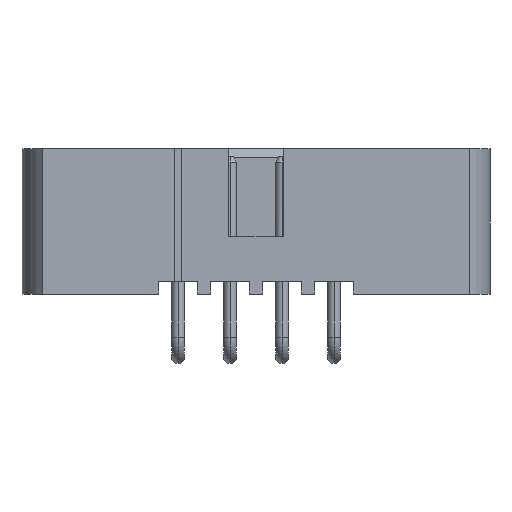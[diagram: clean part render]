
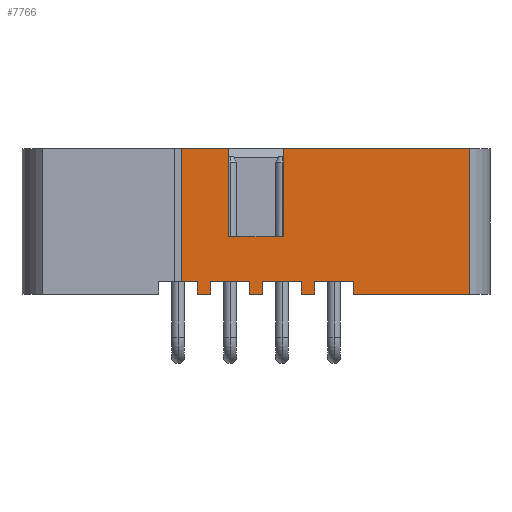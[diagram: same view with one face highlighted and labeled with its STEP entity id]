
A CAD part, top view. The second image highlights one B-rep face of the part: STEP entity #7766.
In plain terms, the highlighted planar face has unit normal (0, 0, 1).
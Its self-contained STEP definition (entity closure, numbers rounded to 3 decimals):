
#1182=EDGE_CURVE('',#3468,#3469,#3470,.T.);
#1198=EDGE_CURVE('',#3493,#3490,#3494,.T.);
#1326=EDGE_CURVE('',#3667,#3670,#3671,.T.);
#1416=EDGE_CURVE('',#3670,#3790,#3791,.T.);
#1466=EDGE_CURVE('',#3856,#3857,#3858,.T.);
#1468=EDGE_CURVE('',#3860,#3856,#3861,.T.);
#1470=EDGE_CURVE('',#3863,#3860,#3864,.T.);
#1472=EDGE_CURVE('',#3866,#3863,#3867,.T.);
#1474=EDGE_CURVE('',#3869,#3866,#3870,.T.);
#1476=EDGE_CURVE('',#3872,#3869,#3873,.T.);
#1478=EDGE_CURVE('',#3875,#3872,#3876,.T.);
#1480=EDGE_CURVE('',#3878,#3875,#3879,.T.);
#1482=EDGE_CURVE('',#3881,#3878,#3882,.T.);
#1484=EDGE_CURVE('',#3884,#3881,#3885,.T.);
#1486=EDGE_CURVE('',#3887,#3884,#3888,.T.);
#1488=EDGE_CURVE('',#3890,#3887,#3891,.T.);
#1490=EDGE_CURVE('',#3790,#3890,#3893,.T.);
#1492=EDGE_CURVE('',#3493,#3667,#3895,.T.);
#1494=EDGE_CURVE('',#3490,#3897,#3898,.T.);
#1496=EDGE_CURVE('',#3897,#3900,#3901,.T.);
#1498=EDGE_CURVE('',#3468,#3900,#3903,.T.);
#1500=EDGE_CURVE('',#3469,#3857,#3905,.T.);
#3468=VERTEX_POINT('',#6481);
#3469=VERTEX_POINT('',#6482);
#3470=LINE('',#6483,#6484);
#3490=VERTEX_POINT('',#6517);
#3493=VERTEX_POINT('',#6522);
#3494=LINE('',#6523,#6524);
#3667=VERTEX_POINT('',#6801);
#3670=VERTEX_POINT('',#6806);
#3671=LINE('',#6807,#6808);
#3790=VERTEX_POINT('',#7001);
#3791=LINE('',#7002,#7003);
#3856=VERTEX_POINT('',#7117);
#3857=VERTEX_POINT('',#7118);
#3858=LINE('',#7119,#7120);
#3860=VERTEX_POINT('',#7123);
#3861=LINE('',#7124,#7125);
#3863=VERTEX_POINT('',#7128);
#3864=LINE('',#7129,#7130);
#3866=VERTEX_POINT('',#7133);
#3867=LINE('',#7134,#7135);
#3869=VERTEX_POINT('',#7138);
#3870=LINE('',#7139,#7140);
#3872=VERTEX_POINT('',#7143);
#3873=LINE('',#7144,#7145);
#3875=VERTEX_POINT('',#7148);
#3876=LINE('',#7149,#7150);
#3878=VERTEX_POINT('',#7153);
#3879=LINE('',#7154,#7155);
#3881=VERTEX_POINT('',#7158);
#3882=LINE('',#7159,#7160);
#3884=VERTEX_POINT('',#7163);
#3885=LINE('',#7164,#7165);
#3887=VERTEX_POINT('',#7168);
#3888=LINE('',#7169,#7170);
#3890=VERTEX_POINT('',#7173);
#3891=LINE('',#7174,#7175);
#3893=LINE('',#7178,#7179);
#3895=LINE('',#7182,#7183);
#3897=VERTEX_POINT('',#7186);
#3898=LINE('',#7187,#7188);
#3900=VERTEX_POINT('',#7191);
#3901=LINE('',#7192,#7193);
#3903=LINE('',#7196,#7197);
#3905=LINE('',#7200,#7201);
#6481=CARTESIAN_POINT('',(-1.05,3.4,2.775));
#6482=CARTESIAN_POINT('',(-2.85,3.4,2.775));
#6483=CARTESIAN_POINT('',(-1.05,3.4,2.775));
#6484=VECTOR('',#15324,1.8);
#6517=CARTESIAN_POINT('',(1.05,3.4,2.775));
#6522=CARTESIAN_POINT('',(8.2,3.4,2.775));
#6523=CARTESIAN_POINT('',(8.2,3.4,2.775));
#6524=VECTOR('',#15332,7.15);
#6801=CARTESIAN_POINT('',(8.2,-2.2,2.775));
#6806=CARTESIAN_POINT('',(3.75,-2.2,2.775));
#6807=CARTESIAN_POINT('',(8.2,-2.2,2.775));
#6808=VECTOR('',#15438,4.45);
#7001=CARTESIAN_POINT('',(3.75,-1.7,2.775));
#7002=CARTESIAN_POINT('',(3.75,-2.2,2.775));
#7003=VECTOR('',#15513,0.5);
#7117=CARTESIAN_POINT('',(-2.25,-1.7,2.775));
#7118=CARTESIAN_POINT('',(-2.85,-1.7,2.775));
#7119=CARTESIAN_POINT('',(-2.25,-1.7,2.775));
#7120=VECTOR('',#15538,0.6);
#7123=CARTESIAN_POINT('',(-2.25,-2.2,2.775));
#7124=CARTESIAN_POINT('',(-2.25,-2.2,2.775));
#7125=VECTOR('',#15539,0.5);
#7128=CARTESIAN_POINT('',(-1.75,-2.2,2.775));
#7129=CARTESIAN_POINT('',(-1.75,-2.2,2.775));
#7130=VECTOR('',#15540,0.5);
#7133=CARTESIAN_POINT('',(-1.75,-1.7,2.775));
#7134=CARTESIAN_POINT('',(-1.75,-1.7,2.775));
#7135=VECTOR('',#15541,0.5);
#7138=CARTESIAN_POINT('',(-0.25,-1.7,2.775));
#7139=CARTESIAN_POINT('',(-0.25,-1.7,2.775));
#7140=VECTOR('',#15542,1.5);
#7143=CARTESIAN_POINT('',(-0.25,-2.2,2.775));
#7144=CARTESIAN_POINT('',(-0.25,-2.2,2.775));
#7145=VECTOR('',#15543,0.5);
#7148=CARTESIAN_POINT('',(0.25,-2.2,2.775));
#7149=CARTESIAN_POINT('',(0.25,-2.2,2.775));
#7150=VECTOR('',#15544,0.5);
#7153=CARTESIAN_POINT('',(0.25,-1.7,2.775));
#7154=CARTESIAN_POINT('',(0.25,-1.7,2.775));
#7155=VECTOR('',#15545,0.5);
#7158=CARTESIAN_POINT('',(1.75,-1.7,2.775));
#7159=CARTESIAN_POINT('',(1.75,-1.7,2.775));
#7160=VECTOR('',#15546,1.5);
#7163=CARTESIAN_POINT('',(1.75,-2.2,2.775));
#7164=CARTESIAN_POINT('',(1.75,-2.2,2.775));
#7165=VECTOR('',#15547,0.5);
#7168=CARTESIAN_POINT('',(2.25,-2.2,2.775));
#7169=CARTESIAN_POINT('',(2.25,-2.2,2.775));
#7170=VECTOR('',#15548,0.5);
#7173=CARTESIAN_POINT('',(2.25,-1.7,2.775));
#7174=CARTESIAN_POINT('',(2.25,-1.7,2.775));
#7175=VECTOR('',#15549,0.5);
#7178=CARTESIAN_POINT('',(3.75,-1.7,2.775));
#7179=VECTOR('',#15550,1.5);
#7182=CARTESIAN_POINT('',(8.2,3.4,2.775));
#7183=VECTOR('',#15551,5.6);
#7186=CARTESIAN_POINT('',(1.05,0.0,2.775));
#7187=CARTESIAN_POINT('',(1.05,3.4,2.775));
#7188=VECTOR('',#15552,3.4);
#7191=CARTESIAN_POINT('',(-1.05,0.0,2.775));
#7192=CARTESIAN_POINT('',(1.05,0.0,2.775));
#7193=VECTOR('',#15553,2.1);
#7196=CARTESIAN_POINT('',(-1.05,3.4,2.775));
#7197=VECTOR('',#15554,3.4);
#7200=CARTESIAN_POINT('',(-2.85,3.4,2.775));
#7201=VECTOR('',#15555,5.1);
#7766=ADVANCED_FACE('',(#15868),#15869,.T.);
#15324=DIRECTION('',(-1.0,0.0,0.0));
#15332=DIRECTION('',(-1.0,0.0,0.0));
#15438=DIRECTION('',(-1.0,0.0,0.0));
#15513=DIRECTION('',(0.0,1.0,0.0));
#15538=DIRECTION('',(-1.0,0.0,0.0));
#15539=DIRECTION('',(0.0,1.0,0.0));
#15540=DIRECTION('',(-1.0,0.0,0.0));
#15541=DIRECTION('',(0.0,-1.0,0.0));
#15542=DIRECTION('',(-1.0,0.0,0.0));
#15543=DIRECTION('',(0.0,1.0,0.0));
#15544=DIRECTION('',(-1.0,0.0,0.0));
#15545=DIRECTION('',(0.0,-1.0,0.0));
#15546=DIRECTION('',(-1.0,0.0,0.0));
#15547=DIRECTION('',(0.0,1.0,0.0));
#15548=DIRECTION('',(-1.0,0.0,0.0));
#15549=DIRECTION('',(0.0,-1.0,0.0));
#15550=DIRECTION('',(-1.0,0.0,0.0));
#15551=DIRECTION('',(0.0,-1.0,0.0));
#15552=DIRECTION('',(0.0,-1.0,0.0));
#15553=DIRECTION('',(-1.0,0.0,0.0));
#15554=DIRECTION('',(0.0,-1.0,0.0));
#15555=DIRECTION('',(0.0,-1.0,0.0));
#15868=FACE_OUTER_BOUND('',#18353,.T.);
#15869=PLANE('',#18354);
#18353=EDGE_LOOP('',(#23534,#23535,#23536,#23537,#23538,#23539,#23540,#23541,#23542,#23543,#23544,#23545,#23546,#23547,#23548,#23549,#23550,#23551,#23552,#23553,#23554,#23555));
#18354=AXIS2_PLACEMENT_3D('',#23556,#23557,#23558);
#23534=ORIENTED_EDGE('',*,*,#1466,.F.);
#23535=ORIENTED_EDGE('',*,*,#1468,.F.);
#23536=ORIENTED_EDGE('',*,*,#1470,.F.);
#23537=ORIENTED_EDGE('',*,*,#1472,.F.);
#23538=ORIENTED_EDGE('',*,*,#1474,.F.);
#23539=ORIENTED_EDGE('',*,*,#1476,.F.);
#23540=ORIENTED_EDGE('',*,*,#1478,.F.);
#23541=ORIENTED_EDGE('',*,*,#1480,.F.);
#23542=ORIENTED_EDGE('',*,*,#1482,.F.);
#23543=ORIENTED_EDGE('',*,*,#1484,.F.);
#23544=ORIENTED_EDGE('',*,*,#1486,.F.);
#23545=ORIENTED_EDGE('',*,*,#1488,.F.);
#23546=ORIENTED_EDGE('',*,*,#1490,.F.);
#23547=ORIENTED_EDGE('',*,*,#1416,.F.);
#23548=ORIENTED_EDGE('',*,*,#1326,.F.);
#23549=ORIENTED_EDGE('',*,*,#1492,.F.);
#23550=ORIENTED_EDGE('',*,*,#1198,.T.);
#23551=ORIENTED_EDGE('',*,*,#1494,.T.);
#23552=ORIENTED_EDGE('',*,*,#1496,.T.);
#23553=ORIENTED_EDGE('',*,*,#1498,.F.);
#23554=ORIENTED_EDGE('',*,*,#1182,.T.);
#23555=ORIENTED_EDGE('',*,*,#1500,.T.);
#23556=CARTESIAN_POINT('',(8.2,3.4,2.775));
#23557=DIRECTION('',(0.0,0.0,1.0));
#23558=DIRECTION('',(1.0,0.0,0.0));
